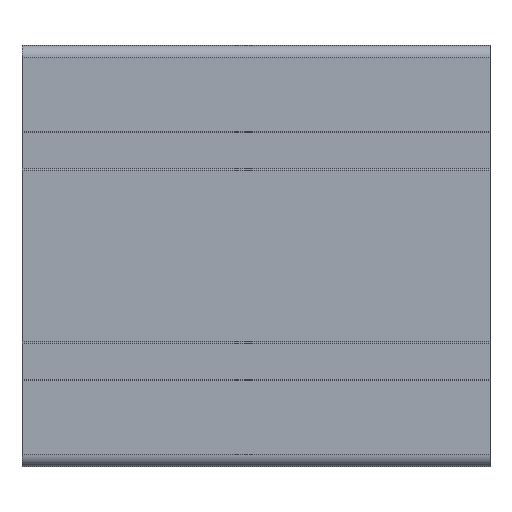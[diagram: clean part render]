
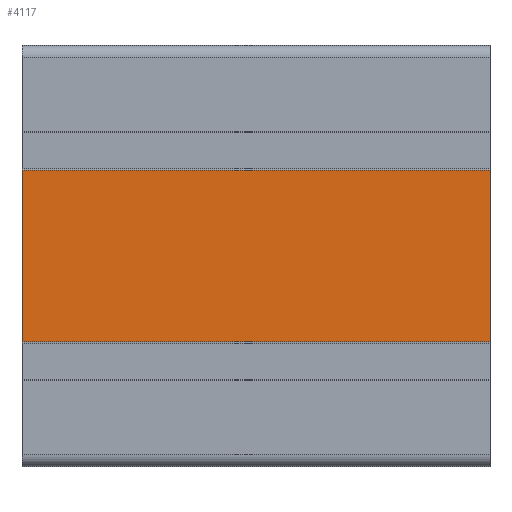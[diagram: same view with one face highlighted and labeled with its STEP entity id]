
A CAD part, front view. The second image highlights one B-rep face of the part: STEP entity #4117.
In plain terms, the highlighted planar face has unit normal (0, -1, 0).
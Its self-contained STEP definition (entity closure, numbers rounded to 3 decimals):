
#147 = CARTESIAN_POINT ( 'NONE',  ( -40.816, 9.898, 18.35 ) ) ;
#513 = FACE_OUTER_BOUND ( 'NONE', #1833, .T. ) ;
#560 = DIRECTION ( 'NONE',  ( 0., 0., -1. ) ) ;
#982 = CARTESIAN_POINT ( 'NONE',  ( 59.184, 9.898, -18.35 ) ) ;
#1385 = VECTOR ( 'NONE', #1960, 1000. ) ;
#1391 = EDGE_CURVE ( 'NONE', #1418, #4004, #2411, .T. ) ;
#1418 = VERTEX_POINT ( 'NONE', #1491 ) ;
#1491 = CARTESIAN_POINT ( 'NONE',  ( 59.184, 9.898, 18.35 ) ) ;
#1537 = CARTESIAN_POINT ( 'NONE',  ( 59.184, 9.898, -18.35 ) ) ;
#1695 = VECTOR ( 'NONE', #6257, 1000. ) ;
#1722 = DIRECTION ( 'NONE',  ( 0., 1., 0. ) ) ;
#1756 = VERTEX_POINT ( 'NONE', #6406 ) ;
#1833 = EDGE_LOOP ( 'NONE', ( #6342, #4595, #6163, #5101 ) ) ;
#1960 = DIRECTION ( 'NONE',  ( -1., 0., 0. ) ) ;
#1985 = DIRECTION ( 'NONE',  ( -1., 0., 0. ) ) ;
#2333 = LINE ( 'NONE', #4266, #1695 ) ;
#2411 = LINE ( 'NONE', #3981, #6519 ) ;
#2740 = EDGE_CURVE ( 'NONE', #4477, #1756, #4066, .T. ) ;
#3181 = DIRECTION ( 'NONE',  ( 0., 0., 1. ) ) ;
#3254 = AXIS2_PLACEMENT_3D ( 'NONE', #6219, #1722, #3181 ) ;
#3566 = CARTESIAN_POINT ( 'NONE',  ( 59.184, 9.898, -18.35 ) ) ;
#3981 = CARTESIAN_POINT ( 'NONE',  ( 59.184, 9.898, 18.35 ) ) ;
#4004 = VERTEX_POINT ( 'NONE', #147 ) ;
#4066 = LINE ( 'NONE', #982, #1385 ) ;
#4116 = EDGE_CURVE ( 'NONE', #4004, #1756, #2333, .T. ) ;
#4117 = ADVANCED_FACE ( 'NONE', ( #513 ), #4205, .F. ) ;
#4205 = PLANE ( 'NONE',  #3254 ) ;
#4266 = CARTESIAN_POINT ( 'NONE',  ( -40.816, 9.898, -18.35 ) ) ;
#4369 = EDGE_CURVE ( 'NONE', #1418, #4477, #4540, .T. ) ;
#4477 = VERTEX_POINT ( 'NONE', #3566 ) ;
#4540 = LINE ( 'NONE', #1537, #6132 ) ;
#4595 = ORIENTED_EDGE ( 'NONE', *, *, #2740, .F. ) ;
#5101 = ORIENTED_EDGE ( 'NONE', *, *, #1391, .T. ) ;
#6132 = VECTOR ( 'NONE', #560, 1000. ) ;
#6163 = ORIENTED_EDGE ( 'NONE', *, *, #4369, .F. ) ;
#6219 = CARTESIAN_POINT ( 'NONE',  ( 59.184, 9.898, -18.35 ) ) ;
#6257 = DIRECTION ( 'NONE',  ( 0., 0., -1. ) ) ;
#6342 = ORIENTED_EDGE ( 'NONE', *, *, #4116, .T. ) ;
#6406 = CARTESIAN_POINT ( 'NONE',  ( -40.816, 9.898, -18.35 ) ) ;
#6519 = VECTOR ( 'NONE', #1985, 1000. ) ;
